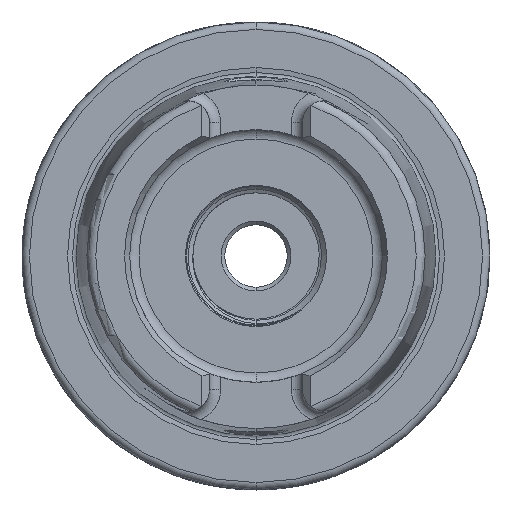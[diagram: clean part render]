
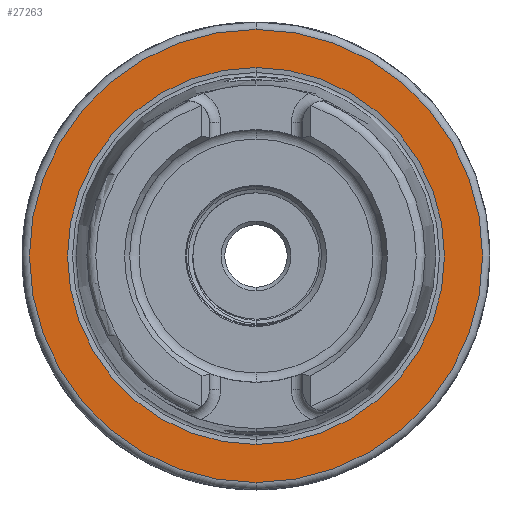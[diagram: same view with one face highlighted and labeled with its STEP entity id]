
A CAD part, left-side view. The second image highlights one B-rep face of the part: STEP entity #27263.
In plain terms, the highlighted planar face has unit normal (-1, 0, 0).
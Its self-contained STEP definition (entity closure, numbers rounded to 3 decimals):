
#105 = VERTEX_POINT ( 'NONE', #15403 ) ;
#159 = VERTEX_POINT ( 'NONE', #15515 ) ;
#194 = VERTEX_POINT ( 'NONE', #15592 ) ;
#211 = VERTEX_POINT ( 'NONE', #15571 ) ;
#2421 = CIRCLE ( 'NONE', #32003, 30.5 ) ;
#2437 = CIRCLE ( 'NONE', #32004, 25.369 ) ;
#2548 = CIRCLE ( 'NONE', #32026, 25.369 ) ;
#2573 = CIRCLE ( 'NONE', #32029, 30.5 ) ;
#10181 = CARTESIAN_POINT ( 'NONE',  ( 0., 0., 0. ) ) ;
#10192 = DIRECTION ( 'NONE',  ( -1., 0., 0. ) ) ;
#10222 = DIRECTION ( 'NONE',  ( 0., 0., 1. ) ) ;
#10313 = CARTESIAN_POINT ( 'NONE',  ( 0., 0., 0. ) ) ;
#10316 = DIRECTION ( 'NONE',  ( 1., 0., 0. ) ) ;
#10317 = DIRECTION ( 'NONE',  ( 0., 0., -1. ) ) ;
#15403 = CARTESIAN_POINT ( 'NONE',  ( 0., 0., -30.5 ) ) ;
#15515 = CARTESIAN_POINT ( 'NONE',  ( 0., 0., 30.5 ) ) ;
#15571 = CARTESIAN_POINT ( 'NONE',  ( 0., 0., -25.369 ) ) ;
#15592 = CARTESIAN_POINT ( 'NONE',  ( 0., 0., 25.369 ) ) ;
#19547 = EDGE_CURVE ( 'NONE', #159, #105, #2421, .T. ) ;
#19548 = EDGE_CURVE ( 'NONE', #194, #211, #2437, .T. ) ;
#19834 = EDGE_CURVE ( 'NONE', #105, #159, #2573, .T. ) ;
#19856 = EDGE_CURVE ( 'NONE', #211, #194, #2548, .T. ) ;
#20467 = FACE_OUTER_BOUND ( 'NONE', #33184, .T. ) ;
#20495 = FACE_BOUND ( 'NONE', #33179, .T. ) ;
#21082 = DIRECTION ( 'NONE',  ( -1., 0., 0. ) ) ;
#21096 = CARTESIAN_POINT ( 'NONE',  ( 0., 25.369, 0. ) ) ;
#21114 = PLANE ( 'NONE',  #32328 ) ;
#21120 = DIRECTION ( 'NONE',  ( 0., 0., 1. ) ) ;
#26422 = DIRECTION ( 'NONE',  ( 1., 0., 0. ) ) ;
#26430 = CARTESIAN_POINT ( 'NONE',  ( 0., 0., 0. ) ) ;
#26431 = DIRECTION ( 'NONE',  ( 0., 0., -1. ) ) ;
#26433 = DIRECTION ( 'NONE',  ( 0., 0., 1. ) ) ;
#26435 = CARTESIAN_POINT ( 'NONE',  ( 0., 0., 0. ) ) ;
#26439 = DIRECTION ( 'NONE',  ( -1., 0., 0. ) ) ;
#27263 = ADVANCED_FACE ( 'NONE', ( #20467, #20495 ), #21114, .T. ) ;
#32003 = AXIS2_PLACEMENT_3D ( 'NONE', #26430, #26439, #26433 ) ;
#32004 = AXIS2_PLACEMENT_3D ( 'NONE', #26435, #26422, #26431 ) ;
#32026 = AXIS2_PLACEMENT_3D ( 'NONE', #10313, #10316, #10317 ) ;
#32029 = AXIS2_PLACEMENT_3D ( 'NONE', #10181, #10192, #10222 ) ;
#32328 = AXIS2_PLACEMENT_3D ( 'NONE', #21096, #21082, #21120 ) ;
#32856 = ORIENTED_EDGE ( 'NONE', *, *, #19548, .T. ) ;
#32869 = ORIENTED_EDGE ( 'NONE', *, *, #19547, .T. ) ;
#32875 = ORIENTED_EDGE ( 'NONE', *, *, #19834, .T. ) ;
#32884 = ORIENTED_EDGE ( 'NONE', *, *, #19856, .T. ) ;
#33179 = EDGE_LOOP ( 'NONE', ( #32856, #32884 ) ) ;
#33184 = EDGE_LOOP ( 'NONE', ( #32869, #32875 ) ) ;
